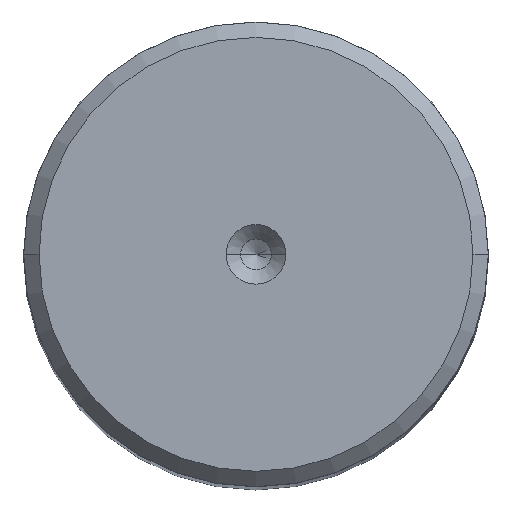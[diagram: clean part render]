
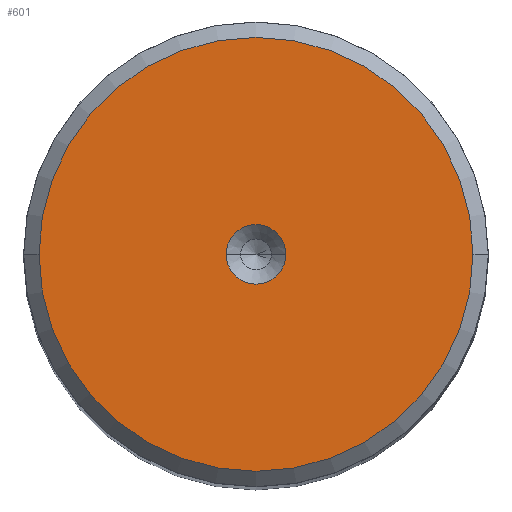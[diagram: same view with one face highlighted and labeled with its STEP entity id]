
A CAD part, top view. The second image highlights one B-rep face of the part: STEP entity #601.
In plain terms, the highlighted planar face has unit normal (0, 0, 1).
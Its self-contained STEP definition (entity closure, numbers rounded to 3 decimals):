
#1 = CIRCLE ( 'NONE', #10, 3.85 ) ;
#10 = AXIS2_PLACEMENT_3D ( 'NONE', #1785, #1535, #849 ) ;
#270 = AXIS2_PLACEMENT_3D ( 'NONE', #1992, #625, #859 ) ;
#356 = FACE_OUTER_BOUND ( 'NONE', #2114, .T. ) ;
#428 = EDGE_CURVE ( 'NONE', #1894, #1718, #960, .T. ) ;
#461 = AXIS2_PLACEMENT_3D ( 'NONE', #2739, #2276, #923 ) ;
#518 = EDGE_CURVE ( 'NONE', #1879, #2526, #1352, .T. ) ;
#552 = PLANE ( 'NONE',  #2149 ) ;
#601 = ADVANCED_FACE ( 'NONE', ( #2376, #356 ), #552, .T. ) ;
#625 = DIRECTION ( 'NONE',  ( 0., 0., 1. ) ) ;
#732 = EDGE_LOOP ( 'NONE', ( #2014, #1957 ) ) ;
#738 = CARTESIAN_POINT ( 'NONE',  ( 0., 0., 240. ) ) ;
#785 = CARTESIAN_POINT ( 'NONE',  ( 0., 0., 240. ) ) ;
#849 = DIRECTION ( 'NONE',  ( 1., 0., 0. ) ) ;
#859 = DIRECTION ( 'NONE',  ( 1., 0., 0. ) ) ;
#922 = CARTESIAN_POINT ( 'NONE',  ( -3.85, 0., 240. ) ) ;
#923 = DIRECTION ( 'NONE',  ( 1., 0., 0. ) ) ;
#960 = CIRCLE ( 'NONE', #270, 28.017 ) ;
#999 = ORIENTED_EDGE ( 'NONE', *, *, #428, .T. ) ;
#1352 = CIRCLE ( 'NONE', #461, 3.85 ) ;
#1529 = CIRCLE ( 'NONE', #2596, 28.017 ) ;
#1535 = DIRECTION ( 'NONE',  ( 0., 0., 1. ) ) ;
#1667 = DIRECTION ( 'NONE',  ( 1., 0., 0. ) ) ;
#1718 = VERTEX_POINT ( 'NONE', #2636 ) ;
#1785 = CARTESIAN_POINT ( 'NONE',  ( 0., 0., 240. ) ) ;
#1879 = VERTEX_POINT ( 'NONE', #2338 ) ;
#1894 = VERTEX_POINT ( 'NONE', #2141 ) ;
#1957 = ORIENTED_EDGE ( 'NONE', *, *, #2835, .F. ) ;
#1992 = CARTESIAN_POINT ( 'NONE',  ( 0., 0., 240. ) ) ;
#2014 = ORIENTED_EDGE ( 'NONE', *, *, #518, .F. ) ;
#2112 = DIRECTION ( 'NONE',  ( 0., 0., 1. ) ) ;
#2114 = EDGE_LOOP ( 'NONE', ( #999, #2353 ) ) ;
#2141 = CARTESIAN_POINT ( 'NONE',  ( -28.017, 0., 240. ) ) ;
#2149 = AXIS2_PLACEMENT_3D ( 'NONE', #785, #2359, #2812 ) ;
#2276 = DIRECTION ( 'NONE',  ( 0., 0., 1. ) ) ;
#2338 = CARTESIAN_POINT ( 'NONE',  ( 3.85, 0., 240. ) ) ;
#2353 = ORIENTED_EDGE ( 'NONE', *, *, #2515, .T. ) ;
#2359 = DIRECTION ( 'NONE',  ( 0., 0., 1. ) ) ;
#2376 = FACE_BOUND ( 'NONE', #732, .T. ) ;
#2515 = EDGE_CURVE ( 'NONE', #1718, #1894, #1529, .T. ) ;
#2526 = VERTEX_POINT ( 'NONE', #922 ) ;
#2596 = AXIS2_PLACEMENT_3D ( 'NONE', #738, #2112, #1667 ) ;
#2636 = CARTESIAN_POINT ( 'NONE',  ( 28.017, 0., 240. ) ) ;
#2739 = CARTESIAN_POINT ( 'NONE',  ( 0., 0., 240. ) ) ;
#2812 = DIRECTION ( 'NONE',  ( 1., 0., 0. ) ) ;
#2835 = EDGE_CURVE ( 'NONE', #2526, #1879, #1, .T. ) ;
